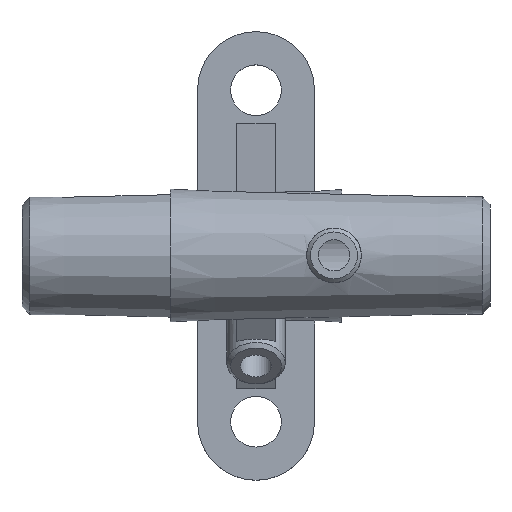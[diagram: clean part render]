
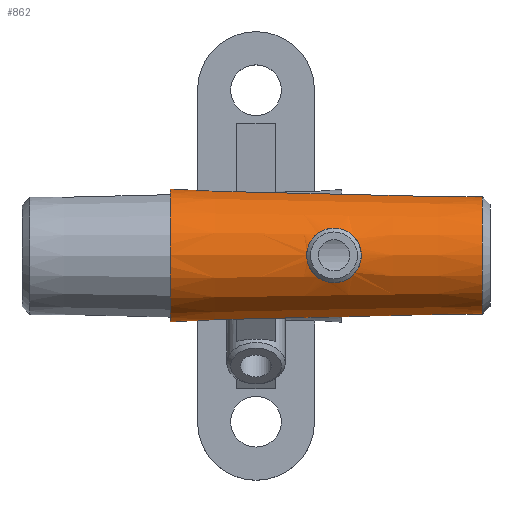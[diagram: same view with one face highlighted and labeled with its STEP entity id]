
A CAD part, top view. The second image highlights one B-rep face of the part: STEP entity #862.
In plain terms, the highlighted conical face has half-angle 1.397 degrees and reference radius 16 mm.
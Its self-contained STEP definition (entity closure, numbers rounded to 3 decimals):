
#14=(
BOUNDED_CURVE()
B_SPLINE_CURVE(2,(#1384,#1385,#1386),.UNSPECIFIED.,.F.,.F.)
B_SPLINE_CURVE_WITH_KNOTS((3,3),(1.468,2.004),
 .UNSPECIFIED.)
CURVE()
GEOMETRIC_REPRESENTATION_ITEM()
RATIONAL_B_SPLINE_CURVE((1.,1.,1.))
REPRESENTATION_ITEM('')
);
#19=(
BOUNDED_CURVE()
B_SPLINE_CURVE(2,(#1504,#1505,#1506),.UNSPECIFIED.,.F.,.F.)
B_SPLINE_CURVE_WITH_KNOTS((3,3),(0.,0.535),.UNSPECIFIED.)
CURVE()
GEOMETRIC_REPRESENTATION_ITEM()
RATIONAL_B_SPLINE_CURVE((1.,1.,1.))
REPRESENTATION_ITEM('')
);
#20=(
BOUNDED_CURVE()
B_SPLINE_CURVE(2,(#1510,#1511,#1512),.UNSPECIFIED.,.F.,.F.)
B_SPLINE_CURVE_WITH_KNOTS((3,3),(1.534,2.004),
 .UNSPECIFIED.)
CURVE()
GEOMETRIC_REPRESENTATION_ITEM()
RATIONAL_B_SPLINE_CURVE((1.,1.,1.))
REPRESENTATION_ITEM('')
);
#22=(
BOUNDED_CURVE()
B_SPLINE_CURVE(2,(#1523,#1524,#1525),.UNSPECIFIED.,.F.,.F.)
B_SPLINE_CURVE_WITH_KNOTS((3,3),(0.,0.469),.UNSPECIFIED.)
CURVE()
GEOMETRIC_REPRESENTATION_ITEM()
RATIONAL_B_SPLINE_CURVE((1.,1.,1.))
REPRESENTATION_ITEM('')
);
#25=(
BOUNDED_CURVE()
B_SPLINE_CURVE(2,(#1568,#1569,#1570),.UNSPECIFIED.,.F.,.F.)
B_SPLINE_CURVE_WITH_KNOTS((3,3),(0.,1.001),.UNSPECIFIED.)
CURVE()
GEOMETRIC_REPRESENTATION_ITEM()
RATIONAL_B_SPLINE_CURVE((1.,1.,1.))
REPRESENTATION_ITEM('')
);
#26=(
BOUNDED_CURVE()
B_SPLINE_CURVE(2,(#1571,#1572,#1573),.UNSPECIFIED.,.F.,.F.)
B_SPLINE_CURVE_WITH_KNOTS((3,3),(0.,1.001),.UNSPECIFIED.)
CURVE()
GEOMETRIC_REPRESENTATION_ITEM()
RATIONAL_B_SPLINE_CURVE((1.,1.,1.))
REPRESENTATION_ITEM('')
);
#37=CONICAL_SURFACE('',#959,16.,1.397);
#40=B_SPLINE_CURVE_WITH_KNOTS('',3,(#1452,#1453,#1454,#1455,#1456,#1457,
#1458,#1459,#1460,#1461,#1462,#1463,#1464,#1465,#1466,#1467,#1468,#1469,
#1470,#1471,#1472,#1473,#1474,#1475,#1476,#1477,#1478,#1479,#1480,#1481,
#1482,#1483,#1484,#1485),.UNSPECIFIED.,.T.,.F.,(4,2,2,2,2,2,2,2,2,2,2,2,
2,2,2,2,4),(0.,0.265,0.53,0.795,1.061,
1.326,1.592,1.857,2.122,2.392,
2.663,2.933,3.203,3.473,3.742,
4.013,4.284),.UNSPECIFIED.);
#69=FACE_BOUND('',#230,.T.);
#70=FACE_BOUND('',#231,.T.);
#71=FACE_BOUND('',#232,.T.);
#72=FACE_BOUND('',#233,.T.);
#230=EDGE_LOOP('',(#771));
#231=EDGE_LOOP('',(#772,#773,#774,#775,#776,#777,#778,#779,#780,#781,#782,
#783));
#232=EDGE_LOOP('',(#784));
#233=EDGE_LOOP('',(#785));
#369=CIRCLE('',#922,16.341);
#374=CIRCLE('',#932,16.707);
#376=CIRCLE('',#937,16.22);
#379=CIRCLE('',#943,16.585);
#380=CIRCLE('',#945,16.585);
#381=CIRCLE('',#947,16.341);
#386=CIRCLE('',#958,15.049);
#387=CIRCLE('',#960,17.);
#428=VERTEX_POINT('',#1381);
#429=VERTEX_POINT('',#1383);
#446=VERTEX_POINT('',#1440);
#447=VERTEX_POINT('',#1442);
#450=VERTEX_POINT('',#1451);
#453=VERTEX_POINT('',#1494);
#454=VERTEX_POINT('',#1495);
#457=VERTEX_POINT('',#1503);
#458=VERTEX_POINT('',#1509);
#460=VERTEX_POINT('',#1521);
#462=VERTEX_POINT('',#1537);
#463=VERTEX_POINT('',#1541);
#464=VERTEX_POINT('',#1545);
#469=VERTEX_POINT('',#1565);
#470=VERTEX_POINT('',#1574);
#518=EDGE_CURVE('',#429,#428,#14,.T.);
#543=EDGE_CURVE('',#446,#447,#369,.T.);
#547=EDGE_CURVE('',#450,#450,#40,.T.);
#551=EDGE_CURVE('',#453,#454,#374,.T.);
#555=EDGE_CURVE('',#457,#447,#19,.T.);
#557=EDGE_CURVE('',#458,#453,#20,.T.);
#560=EDGE_CURVE('',#428,#457,#376,.T.);
#562=EDGE_CURVE('',#454,#460,#22,.T.);
#567=EDGE_CURVE('',#458,#462,#379,.T.);
#570=EDGE_CURVE('',#463,#460,#380,.T.);
#571=EDGE_CURVE('',#429,#464,#381,.T.);
#580=EDGE_CURVE('',#469,#469,#386,.T.);
#581=EDGE_CURVE('',#464,#463,#25,.T.);
#582=EDGE_CURVE('',#462,#446,#26,.T.);
#583=EDGE_CURVE('',#470,#470,#387,.T.);
#771=ORIENTED_EDGE('',*,*,#547,.T.);
#772=ORIENTED_EDGE('',*,*,#562,.T.);
#773=ORIENTED_EDGE('',*,*,#570,.F.);
#774=ORIENTED_EDGE('',*,*,#581,.F.);
#775=ORIENTED_EDGE('',*,*,#571,.F.);
#776=ORIENTED_EDGE('',*,*,#518,.T.);
#777=ORIENTED_EDGE('',*,*,#560,.T.);
#778=ORIENTED_EDGE('',*,*,#555,.T.);
#779=ORIENTED_EDGE('',*,*,#543,.F.);
#780=ORIENTED_EDGE('',*,*,#582,.F.);
#781=ORIENTED_EDGE('',*,*,#567,.F.);
#782=ORIENTED_EDGE('',*,*,#557,.T.);
#783=ORIENTED_EDGE('',*,*,#551,.T.);
#784=ORIENTED_EDGE('',*,*,#583,.F.);
#785=ORIENTED_EDGE('',*,*,#580,.F.);
#862=ADVANCED_FACE('',(#69,#70,#71,#72),#37,.T.);
#922=AXIS2_PLACEMENT_3D('',#1443,#1104,#1105);
#932=AXIS2_PLACEMENT_3D('',#1496,#1126,#1127);
#937=AXIS2_PLACEMENT_3D('',#1519,#1140,#1141);
#943=AXIS2_PLACEMENT_3D('',#1538,#1153,#1154);
#945=AXIS2_PLACEMENT_3D('',#1543,#1159,#1160);
#947=AXIS2_PLACEMENT_3D('',#1546,#1163,#1164);
#958=AXIS2_PLACEMENT_3D('',#1566,#1189,#1190);
#959=AXIS2_PLACEMENT_3D('',#1567,#1191,#1192);
#960=AXIS2_PLACEMENT_3D('',#1575,#1193,#1194);
#1104=DIRECTION('center_axis',(-1.,0.,0.));
#1105=DIRECTION('ref_axis',(0.,0.,1.));
#1126=DIRECTION('center_axis',(-1.,0.,0.));
#1127=DIRECTION('ref_axis',(0.,0.,1.));
#1140=DIRECTION('center_axis',(1.,0.,0.));
#1141=DIRECTION('ref_axis',(0.,0.,1.));
#1153=DIRECTION('center_axis',(1.,0.,0.));
#1154=DIRECTION('ref_axis',(0.,0.,1.));
#1159=DIRECTION('center_axis',(1.,0.,0.));
#1160=DIRECTION('ref_axis',(0.,0.,1.));
#1163=DIRECTION('center_axis',(-1.,0.,0.));
#1164=DIRECTION('ref_axis',(0.,0.,1.));
#1189=DIRECTION('center_axis',(1.,0.,0.));
#1190=DIRECTION('ref_axis',(0.,0.,-1.));
#1191=DIRECTION('center_axis',(-1.,0.,0.));
#1192=DIRECTION('ref_axis',(0.,0.,1.));
#1193=DIRECTION('center_axis',(-1.,0.,0.));
#1194=DIRECTION('ref_axis',(0.,0.,1.));
#1381=CARTESIAN_POINT('',(10.,-15.,73.83));
#1383=CARTESIAN_POINT('',(5.,-15.,73.516));
#1384=CARTESIAN_POINT('Ctrl Pts',(5.,-15.,73.516));
#1385=CARTESIAN_POINT('Ctrl Pts',(7.562,-15.,73.673));
#1386=CARTESIAN_POINT('Ctrl Pts',(10.,-15.,73.83));
#1440=CARTESIAN_POINT('',(5.,16.057,76.964));
#1442=CARTESIAN_POINT('',(5.,15.,73.516));
#1443=CARTESIAN_POINT('Origin',(5.,0.,80.));
#1451=CARTESIAN_POINT('',(20.075,7.,94.359));
#1452=CARTESIAN_POINT('Ctrl Pts',(20.075,7.,94.359));
#1453=CARTESIAN_POINT('Ctrl Pts',(20.958,6.99,94.339));
#1454=CARTESIAN_POINT('Ctrl Pts',(21.891,6.803,94.409));
#1455=CARTESIAN_POINT('Ctrl Pts',(23.593,6.078,94.684));
#1456=CARTESIAN_POINT('Ctrl Pts',(24.364,5.541,94.884));
#1457=CARTESIAN_POINT('Ctrl Pts',(25.581,4.313,95.254));
#1458=CARTESIAN_POINT('Ctrl Pts',(26.112,3.536,95.451));
#1459=CARTESIAN_POINT('Ctrl Pts',(26.822,1.822,95.728));
#1460=CARTESIAN_POINT('Ctrl Pts',(27.,0.885,95.805));
#1461=CARTESIAN_POINT('Ctrl Pts',(27.,-0.885,95.805));
#1462=CARTESIAN_POINT('Ctrl Pts',(26.822,-1.822,95.728));
#1463=CARTESIAN_POINT('Ctrl Pts',(26.112,-3.536,95.451));
#1464=CARTESIAN_POINT('Ctrl Pts',(25.581,-4.313,95.254));
#1465=CARTESIAN_POINT('Ctrl Pts',(24.364,-5.541,94.884));
#1466=CARTESIAN_POINT('Ctrl Pts',(23.593,-6.078,94.684));
#1467=CARTESIAN_POINT('Ctrl Pts',(21.891,-6.803,94.409));
#1468=CARTESIAN_POINT('Ctrl Pts',(20.958,-6.99,94.339));
#1469=CARTESIAN_POINT('Ctrl Pts',(19.173,-7.009,94.378));
#1470=CARTESIAN_POINT('Ctrl Pts',(18.222,-6.835,94.493));
#1471=CARTESIAN_POINT('Ctrl Pts',(16.486,-6.126,94.852));
#1472=CARTESIAN_POINT('Ctrl Pts',(15.699,-5.592,95.091));
#1473=CARTESIAN_POINT('Ctrl Pts',(14.456,-4.362,95.523));
#1474=CARTESIAN_POINT('Ctrl Pts',(13.912,-3.58,95.746));
#1475=CARTESIAN_POINT('Ctrl Pts',(13.184,-1.85,96.06));
#1476=CARTESIAN_POINT('Ctrl Pts',(13.,-0.9,96.146));
#1477=CARTESIAN_POINT('Ctrl Pts',(13.,0.9,96.146));
#1478=CARTESIAN_POINT('Ctrl Pts',(13.184,1.85,96.06));
#1479=CARTESIAN_POINT('Ctrl Pts',(13.912,3.58,95.746));
#1480=CARTESIAN_POINT('Ctrl Pts',(14.456,4.362,95.523));
#1481=CARTESIAN_POINT('Ctrl Pts',(15.699,5.592,95.091));
#1482=CARTESIAN_POINT('Ctrl Pts',(16.486,6.126,94.852));
#1483=CARTESIAN_POINT('Ctrl Pts',(18.222,6.835,94.493));
#1484=CARTESIAN_POINT('Ctrl Pts',(19.173,7.009,94.378));
#1485=CARTESIAN_POINT('Ctrl Pts',(20.075,7.,94.359));
#1494=CARTESIAN_POINT('',(-10.,15.,72.642));
#1495=CARTESIAN_POINT('',(-10.,-15.,72.642));
#1496=CARTESIAN_POINT('Origin',(-10.,0.,80.));
#1503=CARTESIAN_POINT('',(10.,15.,73.83));
#1504=CARTESIAN_POINT('Ctrl Pts',(10.,15.,73.83));
#1505=CARTESIAN_POINT('Ctrl Pts',(7.562,15.,73.673));
#1506=CARTESIAN_POINT('Ctrl Pts',(5.,15.,73.516));
#1509=CARTESIAN_POINT('',(-5.,15.,72.924));
#1510=CARTESIAN_POINT('Ctrl Pts',(-5.,15.,72.924));
#1511=CARTESIAN_POINT('Ctrl Pts',(-7.451,15.,72.784));
#1512=CARTESIAN_POINT('Ctrl Pts',(-10.,15.,72.642));
#1519=CARTESIAN_POINT('Origin',(10.,0.,80.));
#1521=CARTESIAN_POINT('',(-5.,-15.,72.924));
#1523=CARTESIAN_POINT('Ctrl Pts',(-10.,-15.,72.642));
#1524=CARTESIAN_POINT('Ctrl Pts',(-7.451,-15.,72.784));
#1525=CARTESIAN_POINT('Ctrl Pts',(-5.,-15.,72.924));
#1537=CARTESIAN_POINT('',(-5.,16.198,76.437));
#1538=CARTESIAN_POINT('Origin',(-5.,0.,80.));
#1541=CARTESIAN_POINT('',(-5.,-16.198,76.437));
#1543=CARTESIAN_POINT('Origin',(-5.,0.,80.));
#1545=CARTESIAN_POINT('',(5.,-16.057,76.964));
#1546=CARTESIAN_POINT('Origin',(5.,0.,80.));
#1565=CARTESIAN_POINT('',(58.001,0.,95.049));
#1566=CARTESIAN_POINT('Origin',(58.001,0.,
80.));
#1567=CARTESIAN_POINT('Origin',(19.,0.,80.));
#1568=CARTESIAN_POINT('Ctrl Pts',(5.,-16.057,76.964));
#1569=CARTESIAN_POINT('Ctrl Pts',(0.185,-16.127,76.703));
#1570=CARTESIAN_POINT('Ctrl Pts',(-5.,-16.198,76.437));
#1571=CARTESIAN_POINT('Ctrl Pts',(-5.,16.198,76.437));
#1572=CARTESIAN_POINT('Ctrl Pts',(0.185,16.127,76.703));
#1573=CARTESIAN_POINT('Ctrl Pts',(5.,16.057,76.964));
#1574=CARTESIAN_POINT('',(-22.,0.,97.));
#1575=CARTESIAN_POINT('Origin',(-22.,0.,80.));
